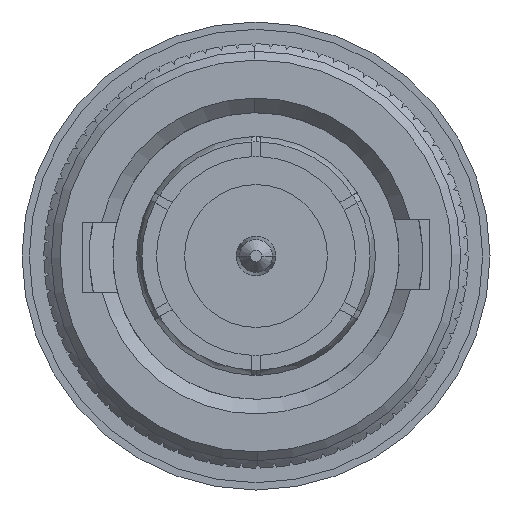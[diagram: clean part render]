
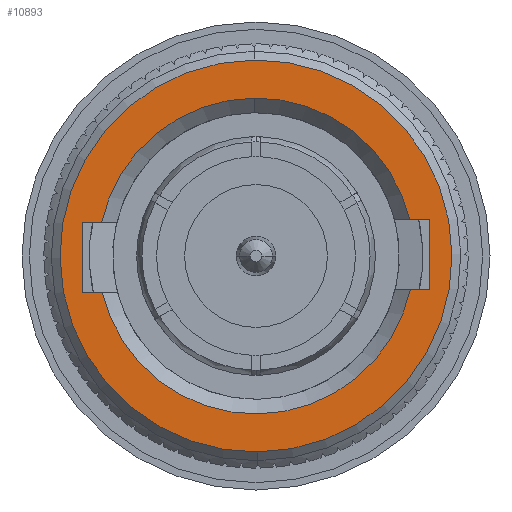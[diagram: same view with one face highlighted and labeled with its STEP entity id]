
A CAD part, left-side view. The second image highlights one B-rep face of the part: STEP entity #10893.
In plain terms, the highlighted planar face has unit normal (-1, 0, 0).
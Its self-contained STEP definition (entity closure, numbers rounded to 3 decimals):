
#33 = DIRECTION ( 'NONE',  ( 0., 0.009, 1. ) ) ;
#118 = EDGE_LOOP ( 'NONE', ( #5429, #3967, #12461, #9924, #3239, #10062, #9238, #3463, #13769 ) ) ;
#133 = AXIS2_PLACEMENT_3D ( 'NONE', #7670, #10907, #13015 ) ;
#181 = FACE_BOUND ( 'NONE', #118, .T. ) ;
#189 = EDGE_CURVE ( 'NONE', #11318, #12263, #10381, .T. ) ;
#572 = CARTESIAN_POINT ( 'NONE',  ( -21.064, 5.4, -0.05 ) ) ;
#643 = CARTESIAN_POINT ( 'NONE',  ( -21.064, -5.276, -1.151 ) ) ;
#704 = CARTESIAN_POINT ( 'NONE',  ( -21.064, 0., 0. ) ) ;
#1244 = AXIS2_PLACEMENT_3D ( 'NONE', #11720, #13779, #33 ) ;
#1364 = CIRCLE ( 'NONE', #133, 5.4 ) ;
#1548 = ORIENTED_EDGE ( 'NONE', *, *, #13687, .F. ) ;
#1648 = PLANE ( 'NONE',  #12752 ) ;
#1736 = CIRCLE ( 'NONE', #6465, 5.4 ) ;
#1903 = EDGE_CURVE ( 'NONE', #3632, #3507, #7544, .T. ) ;
#2226 = CARTESIAN_POINT ( 'NONE',  ( -21.064, 0.062, 6.7 ) ) ;
#2417 = DIRECTION ( 'NONE',  ( 1., 0., 0. ) ) ;
#2634 = DIRECTION ( 'NONE',  ( 0., -0.009, -1. ) ) ;
#2638 = CARTESIAN_POINT ( 'NONE',  ( -21.064, -5.254, 1.249 ) ) ;
#3048 = LINE ( 'NONE', #11479, #8214 ) ;
#3172 = CARTESIAN_POINT ( 'NONE',  ( -21.064, -0.062, -6.7 ) ) ;
#3239 = ORIENTED_EDGE ( 'NONE', *, *, #189, .T. ) ;
#3440 = VERTEX_POINT ( 'NONE', #643 ) ;
#3463 = ORIENTED_EDGE ( 'NONE', *, *, #1903, .T. ) ;
#3507 = VERTEX_POINT ( 'NONE', #3996 ) ;
#3577 = EDGE_CURVE ( 'NONE', #3440, #12263, #3048, .T. ) ;
#3607 = CARTESIAN_POINT ( 'NONE',  ( -21.064, 0.05, 5.4 ) ) ;
#3632 = VERTEX_POINT ( 'NONE', #6468 ) ;
#3749 = CARTESIAN_POINT ( 'NONE',  ( -21.064, 5.276, 1.151 ) ) ;
#3967 = ORIENTED_EDGE ( 'NONE', *, *, #10798, .T. ) ;
#3996 = CARTESIAN_POINT ( 'NONE',  ( -21.064, 5.919, -1.255 ) ) ;
#4106 = CIRCLE ( 'NONE', #6423, 6.7 ) ;
#4651 = DIRECTION ( 'NONE',  ( 0., 1., -0.009 ) ) ;
#4693 = VECTOR ( 'NONE', #4651, 1000. ) ;
#4923 = VERTEX_POINT ( 'NONE', #6226 ) ;
#4969 = LINE ( 'NONE', #12455, #9124 ) ;
#5280 = VERTEX_POINT ( 'NONE', #3749 ) ;
#5429 = ORIENTED_EDGE ( 'NONE', *, *, #8047, .F. ) ;
#5483 = EDGE_CURVE ( 'NONE', #4923, #3507, #12505, .T. ) ;
#5668 = VERTEX_POINT ( 'NONE', #2226 ) ;
#5759 = DIRECTION ( 'NONE',  ( 0., 1., -0.009 ) ) ;
#5874 = CARTESIAN_POINT ( 'NONE',  ( -21.064, 3.055, -1.228 ) ) ;
#6017 = DIRECTION ( 'NONE',  ( 0., -0.009, -1. ) ) ;
#6028 = EDGE_CURVE ( 'NONE', #3440, #3632, #11171, .T. ) ;
#6226 = CARTESIAN_POINT ( 'NONE',  ( -21.064, 5.941, 1.145 ) ) ;
#6324 = EDGE_CURVE ( 'NONE', #12141, #6919, #1736, .T. ) ;
#6423 = AXIS2_PLACEMENT_3D ( 'NONE', #704, #11263, #6017 ) ;
#6465 = AXIS2_PLACEMENT_3D ( 'NONE', #8965, #13308, #6931 ) ;
#6468 = CARTESIAN_POINT ( 'NONE',  ( -21.064, 5.254, -1.249 ) ) ;
#6561 = VECTOR ( 'NONE', #2634, 1000. ) ;
#6747 = CIRCLE ( 'NONE', #12974, 6.7 ) ;
#6919 = VERTEX_POINT ( 'NONE', #2638 ) ;
#6931 = DIRECTION ( 'NONE',  ( 0., 0.009, 1. ) ) ;
#7282 = LINE ( 'NONE', #12127, #7624 ) ;
#7544 = LINE ( 'NONE', #5874, #4693 ) ;
#7616 = DIRECTION ( 'NONE',  ( 0., -0.009, -1. ) ) ;
#7624 = VECTOR ( 'NONE', #5759, 1000. ) ;
#7670 = CARTESIAN_POINT ( 'NONE',  ( -21.064, 0., 0. ) ) ;
#8044 = DIRECTION ( 'NONE',  ( 0., 1., -0.009 ) ) ;
#8047 = EDGE_CURVE ( 'NONE', #5280, #4923, #4969, .T. ) ;
#8056 = ORIENTED_EDGE ( 'NONE', *, *, #10047, .F. ) ;
#8120 = CARTESIAN_POINT ( 'NONE',  ( -21.064, -5.941, -1.145 ) ) ;
#8214 = VECTOR ( 'NONE', #12640, 1000. ) ;
#8262 = DIRECTION ( 'NONE',  ( 0., -0.009, -1. ) ) ;
#8589 = VERTEX_POINT ( 'NONE', #3172 ) ;
#8965 = CARTESIAN_POINT ( 'NONE',  ( -21.064, 0., 0. ) ) ;
#8984 = DIRECTION ( 'NONE',  ( 0., -0.009, -1. ) ) ;
#9018 = CARTESIAN_POINT ( 'NONE',  ( -21.064, -5.941, -1.145 ) ) ;
#9124 = VECTOR ( 'NONE', #8044, 1000. ) ;
#9238 = ORIENTED_EDGE ( 'NONE', *, *, #6028, .T. ) ;
#9362 = CARTESIAN_POINT ( 'NONE',  ( -21.064, 5.93, -0.055 ) ) ;
#9886 = DIRECTION ( 'NONE',  ( 1., 0., 0. ) ) ;
#9917 = CARTESIAN_POINT ( 'NONE',  ( -21.064, -5.919, 1.255 ) ) ;
#9924 = ORIENTED_EDGE ( 'NONE', *, *, #12220, .F. ) ;
#9944 = EDGE_LOOP ( 'NONE', ( #8056, #1548 ) ) ;
#10047 = EDGE_CURVE ( 'NONE', #8589, #5668, #4106, .T. ) ;
#10062 = ORIENTED_EDGE ( 'NONE', *, *, #3577, .F. ) ;
#10129 = FACE_OUTER_BOUND ( 'NONE', #9944, .T. ) ;
#10381 = LINE ( 'NONE', #9018, #6561 ) ;
#10750 = CARTESIAN_POINT ( 'NONE',  ( -21.064, 0., 0. ) ) ;
#10798 = EDGE_CURVE ( 'NONE', #5280, #12141, #1364, .T. ) ;
#10893 = ADVANCED_FACE ( 'NONE', ( #10129, #181 ), #1648, .F. ) ;
#10907 = DIRECTION ( 'NONE',  ( 1., 0., 0. ) ) ;
#11171 = CIRCLE ( 'NONE', #1244, 5.4 ) ;
#11263 = DIRECTION ( 'NONE',  ( 1., 0., 0. ) ) ;
#11318 = VERTEX_POINT ( 'NONE', #9917 ) ;
#11479 = CARTESIAN_POINT ( 'NONE',  ( -21.064, 5.389, -1.25 ) ) ;
#11720 = CARTESIAN_POINT ( 'NONE',  ( -21.064, 0., 0. ) ) ;
#12127 = CARTESIAN_POINT ( 'NONE',  ( -21.064, 5.411, 1.15 ) ) ;
#12141 = VERTEX_POINT ( 'NONE', #3607 ) ;
#12220 = EDGE_CURVE ( 'NONE', #11318, #6919, #7282, .T. ) ;
#12263 = VERTEX_POINT ( 'NONE', #8120 ) ;
#12455 = CARTESIAN_POINT ( 'NONE',  ( -21.064, 5.411, 1.15 ) ) ;
#12461 = ORIENTED_EDGE ( 'NONE', *, *, #6324, .T. ) ;
#12505 = LINE ( 'NONE', #9362, #13007 ) ;
#12640 = DIRECTION ( 'NONE',  ( 0., -1., 0.009 ) ) ;
#12752 = AXIS2_PLACEMENT_3D ( 'NONE', #572, #9886, #8984 ) ;
#12974 = AXIS2_PLACEMENT_3D ( 'NONE', #10750, #2417, #7616 ) ;
#13007 = VECTOR ( 'NONE', #8262, 1000. ) ;
#13015 = DIRECTION ( 'NONE',  ( 0., 0.009, 1. ) ) ;
#13308 = DIRECTION ( 'NONE',  ( 1., 0., 0. ) ) ;
#13687 = EDGE_CURVE ( 'NONE', #5668, #8589, #6747, .T. ) ;
#13769 = ORIENTED_EDGE ( 'NONE', *, *, #5483, .F. ) ;
#13779 = DIRECTION ( 'NONE',  ( 1., 0., 0. ) ) ;
